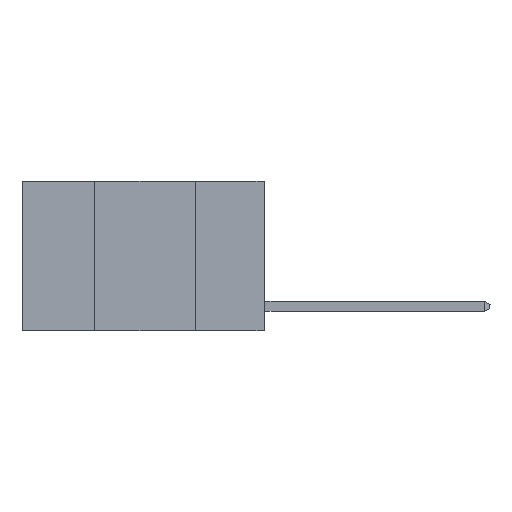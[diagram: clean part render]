
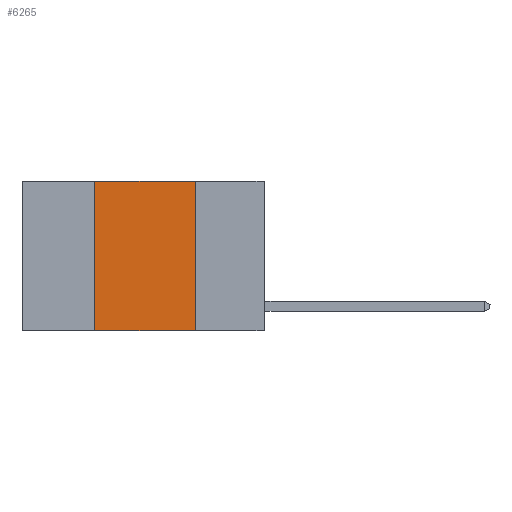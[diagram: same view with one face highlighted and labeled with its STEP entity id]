
A CAD part, left-side view. The second image highlights one B-rep face of the part: STEP entity #6265.
In plain terms, the highlighted planar face has unit normal (-1, 0, 0).
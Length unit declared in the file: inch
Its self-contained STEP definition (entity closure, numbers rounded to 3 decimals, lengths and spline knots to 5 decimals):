
#809 = LINE ( 'NONE', #5054, #4743 ) ;
#944 = CARTESIAN_POINT ( 'NONE',  ( 0., 0.42, 0. ) ) ;
#1261 = EDGE_CURVE ( 'NONE', #8244, #10074, #809, .T. ) ;
#1316 = VERTEX_POINT ( 'NONE', #7420 ) ;
#1435 = CARTESIAN_POINT ( 'NONE',  ( 0., 0.42, -0.37 ) ) ;
#1649 = DIRECTION ( 'NONE',  ( 0., 0., -1. ) ) ;
#2362 = ORIENTED_EDGE ( 'NONE', *, *, #4856, .F. ) ;
#4433 = CARTESIAN_POINT ( 'NONE',  ( 0., 0.42, 0. ) ) ;
#4743 = VECTOR ( 'NONE', #11101, 39.37008 ) ;
#4856 = EDGE_CURVE ( 'NONE', #14634, #8244, #4944, .T. ) ;
#4944 = LINE ( 'NONE', #944, #5301 ) ;
#5054 = CARTESIAN_POINT ( 'NONE',  ( 0., 0.6, 0. ) ) ;
#5071 = CARTESIAN_POINT ( 'NONE',  ( 0., 0.17, 0. ) ) ;
#5228 = CARTESIAN_POINT ( 'NONE',  ( 0., 0.6, -0.37 ) ) ;
#5301 = VECTOR ( 'NONE', #7706, 39.37008 ) ;
#5403 = EDGE_CURVE ( 'NONE', #10074, #1316, #15293, .T. ) ;
#5523 = ORIENTED_EDGE ( 'NONE', *, *, #5403, .F. ) ;
#6265 = ADVANCED_FACE ( 'NONE', ( #11294 ), #9922, .F. ) ;
#6687 = DIRECTION ( 'NONE',  ( 0., 0., -1. ) ) ;
#7420 = CARTESIAN_POINT ( 'NONE',  ( 0., 0.17, -0.37 ) ) ;
#7706 = DIRECTION ( 'NONE',  ( 0., 0., 1. ) ) ;
#8244 = VERTEX_POINT ( 'NONE', #4433 ) ;
#8389 = EDGE_CURVE ( 'NONE', #14634, #1316, #12924, .T. ) ;
#8643 = DIRECTION ( 'NONE',  ( 0., -1., 0. ) ) ;
#9922 = PLANE ( 'NONE',  #12649 ) ;
#9976 = CARTESIAN_POINT ( 'NONE',  ( 0., 0.6, 0. ) ) ;
#10074 = VERTEX_POINT ( 'NONE', #5071 ) ;
#10098 = ORIENTED_EDGE ( 'NONE', *, *, #8389, .T. ) ;
#11101 = DIRECTION ( 'NONE',  ( 0., -1., 0. ) ) ;
#11294 = FACE_OUTER_BOUND ( 'NONE', #12090, .T. ) ;
#11427 = VECTOR ( 'NONE', #8643, 39.37008 ) ;
#12090 = EDGE_LOOP ( 'NONE', ( #5523, #12703, #2362, #10098 ) ) ;
#12649 = AXIS2_PLACEMENT_3D ( 'NONE', #9976, #14828, #1649 ) ;
#12703 = ORIENTED_EDGE ( 'NONE', *, *, #1261, .F. ) ;
#12924 = LINE ( 'NONE', #5228, #11427 ) ;
#13890 = CARTESIAN_POINT ( 'NONE',  ( 0., 0.17, 0. ) ) ;
#13942 = VECTOR ( 'NONE', #6687, 39.37008 ) ;
#14634 = VERTEX_POINT ( 'NONE', #1435 ) ;
#14828 = DIRECTION ( 'NONE',  ( 1., 0., 0. ) ) ;
#15293 = LINE ( 'NONE', #13890, #13942 ) ;
